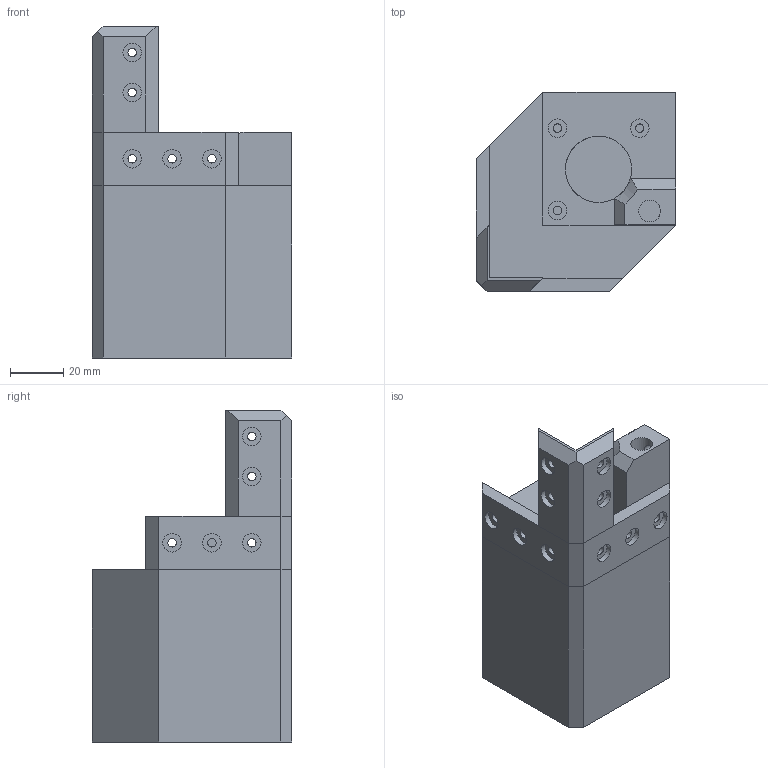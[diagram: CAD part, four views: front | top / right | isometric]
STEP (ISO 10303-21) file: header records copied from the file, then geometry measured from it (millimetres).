
FILE_DESCRIPTION(('FreeCAD Model'),'2;1');
FILE_NAME('Open CASCADE Shape Model','2023-06-14T14:09:37',('Author'),( ''),'Open CASCADE STEP processor 7.6','FreeCAD','Unknown');
FILE_SCHEMA(('AUTOMOTIVE_DESIGN { 1 0 10303 214 1 1 1 1 }'));
Length unit declared in the file: millimetre
Products named in the file (1): front_corner_bottom
Bounding box: 75 x 75 x 125 mm (x, y, z)
Volume: 227717.7 mm3; surface area: 45073 mm2
Topology: 1 solids, 1 shells, 99 faces, 220 edges, 138 vertices
Faces by surface type: plane 67, cylinder 31, cone 1
Full cylindrical faces by diameter (mm): 3.2 x13, 4.5 x2, 7 x13, 8.2 x1, 25 x1
Entity records: 6492 total; most frequent: CARTESIAN_POINT 1904, DIRECTION 866, LINE 514, VECTOR 514, ORIENTED_EDGE 440, PCURVE 440, DEFINITIONAL_REPRESENTATION 440, EDGE_CURVE 220
